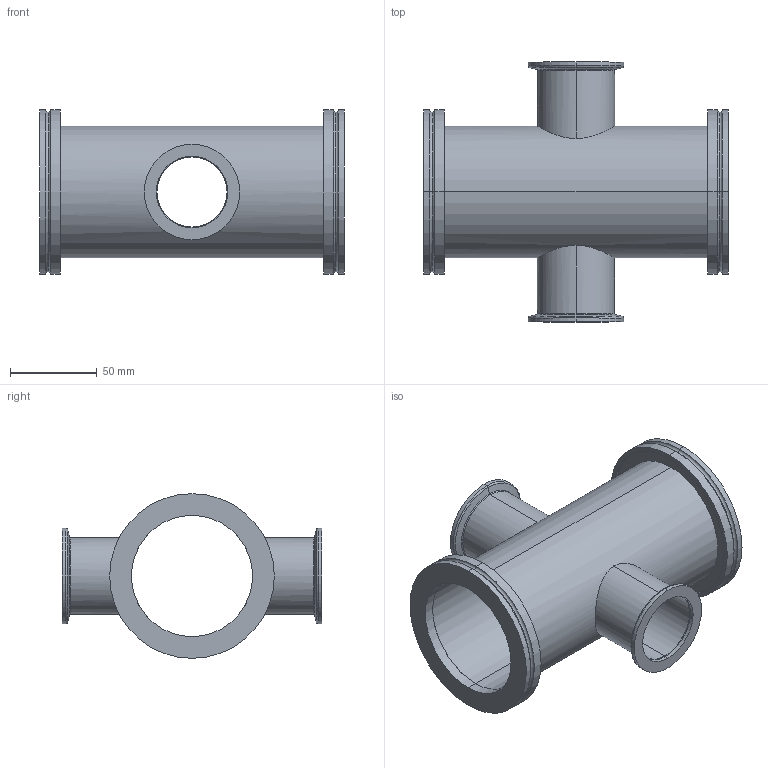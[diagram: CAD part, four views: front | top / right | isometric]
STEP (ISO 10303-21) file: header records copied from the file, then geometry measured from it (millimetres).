
FILE_DESCRIPTION (( 'STEP AP214' ), '1' );
FILE_NAME ('320RKR063-040.stp', '2017-06-01T08:51:45', ( '' ), ( '' ), 'SwSTEP 2.0', 'SolidWorks 2015', '' );
FILE_SCHEMA (( 'AUTOMOTIVE_DESIGN' ));
Length unit declared in the file: millimetre
Products named in the file (1): 320RKR063-040
Bounding box: 176 x 150 x 95 mm (x, y, z)
Volume: 193580.8 mm3; surface area: 122381.9 mm2
Topology: 3 solids, 3 shells, 84 faces, 172 edges, 104 vertices
Faces by surface type: cylinder 46, torus 20, plane 14, cone 4
Entity records: 4156 total; most frequent: CARTESIAN_POINT 1325, DIRECTION 434, ORIENTED_EDGE 344, AXIS2_PLACEMENT_3D 193, EDGE_CURVE 172, CIRCLE 108, EDGE_LOOP 104, VERTEX_POINT 104
